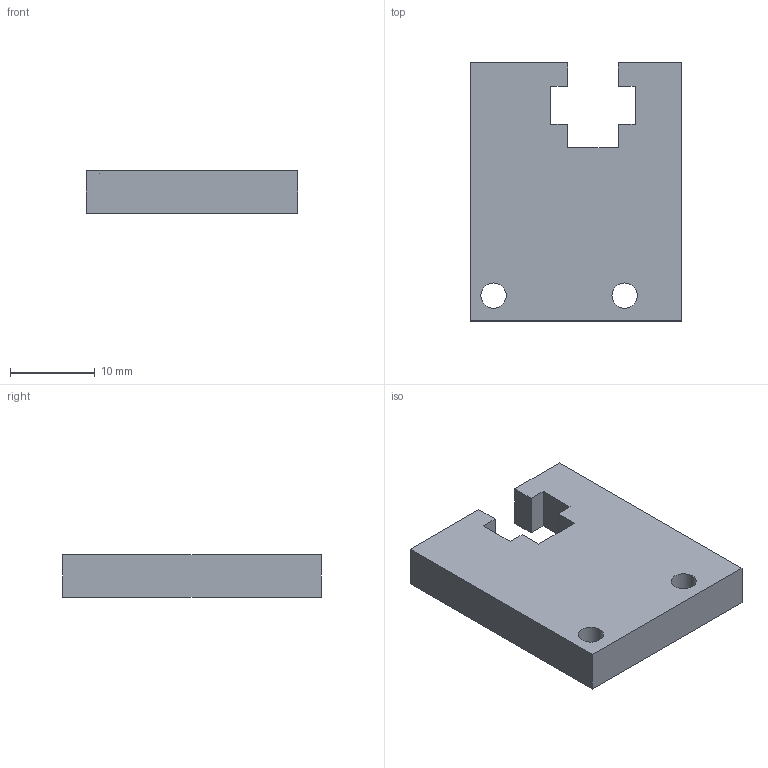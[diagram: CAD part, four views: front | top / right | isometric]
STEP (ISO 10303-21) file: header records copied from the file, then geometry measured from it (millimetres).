
FILE_DESCRIPTION(/* description */ ('Unknown'),/* implementation_level */ '2;1');
FILE_NAME(/* name */ 'EndstopZ',/* time_stamp */ '2022-06-05T10:13:19+02:00',/* author */ ('Unknown'),/* organization */ ('Unknown'),/* preprocessor_version */ 'ST-DEVELOPER v18.1',/* originating_system */ 'Solid Edge',/* authorisation */ 'Unknown');
FILE_SCHEMA (('CONFIG_CONTROL_DESIGN'));
Length unit declared in the file: millimetre
Products named in the file (1): EndstopZ
Bounding box: 25 x 30.5 x 5 mm (x, y, z)
Volume: 3351.8 mm3; surface area: 2130 mm2
Topology: 1 solids, 1 shells, 20 faces, 54 edges, 36 vertices
Faces by surface type: plane 18, cylinder 2
Full cylindrical faces by diameter (mm): 3 x2
Entity records: 650 total; most frequent: CARTESIAN_POINT 109, ORIENTED_EDGE 104, DIRECTION 98, EDGE_CURVE 52, LINE 48, VECTOR 48, VERTEX_POINT 36, EDGE_LOOP 26
